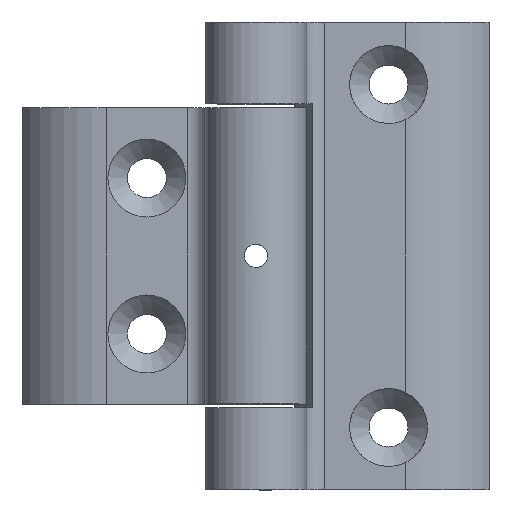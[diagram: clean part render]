
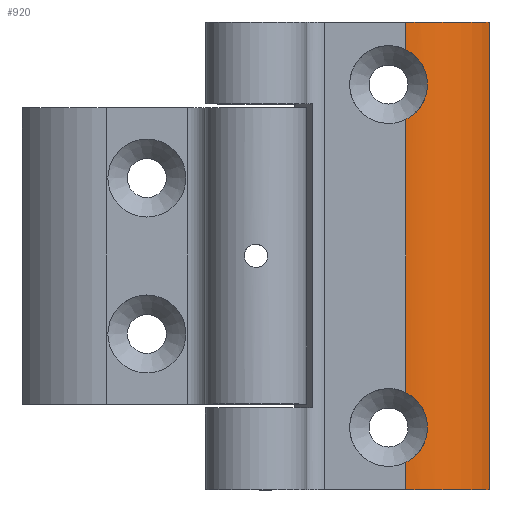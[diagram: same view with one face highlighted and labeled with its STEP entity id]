
A CAD part, top view. The second image highlights one B-rep face of the part: STEP entity #920.
In plain terms, the highlighted cylindrical face has radius 12 mm (diameter 24 mm), a partial arc.
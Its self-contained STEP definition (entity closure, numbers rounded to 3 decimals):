
#66=B_SPLINE_CURVE_WITH_KNOTS('',3,(#1378,#1379,#1380,#1381,#1382,#1383,
#1384,#1385,#1386,#1387,#1388,#1389,#1390,#1391,#1392),.UNSPECIFIED.,.F.,
 .F.,(4,2,2,3,2,2,4),(-0.539,-0.38,-0.19,
0.,0.19,0.38,0.539),.UNSPECIFIED.);
#67=B_SPLINE_CURVE_WITH_KNOTS('',3,(#1400,#1401,#1402,#1403,#1404,#1405,
#1406,#1407,#1408,#1409,#1410,#1411,#1412,#1413,#1414),.UNSPECIFIED.,.F.,
 .F.,(4,2,2,3,2,2,4),(-0.539,-0.38,-0.19,
0.,0.19,0.38,0.539),.UNSPECIFIED.);
#72=B_SPLINE_CURVE_WITH_KNOTS('',3,(#1564,#1565,#1566,#1567),
 .UNSPECIFIED.,.F.,.F.,(4,4),(0.,6.),.UNSPECIFIED.);
#96=CYLINDRICAL_SURFACE('',#1054,12.);
#131=FACE_OUTER_BOUND('',#182,.T.);
#182=EDGE_LOOP('',(#755,#756,#757,#758,#759,#760,#761,#762));
#220=LINE('',#1420,#291);
#221=LINE('',#1422,#292);
#225=LINE('',#1429,#296);
#291=VECTOR('',#1142,10.);
#292=VECTOR('',#1143,10.);
#296=VECTOR('',#1147,10.);
#378=CIRCLE('',#1053,12.);
#379=CIRCLE('',#1055,12.);
#403=VERTEX_POINT('',#1376);
#404=VERTEX_POINT('',#1377);
#406=VERTEX_POINT('',#1398);
#407=VERTEX_POINT('',#1399);
#409=VERTEX_POINT('',#1421);
#412=VERTEX_POINT('',#1427);
#445=VERTEX_POINT('',#1558);
#446=VERTEX_POINT('',#1563);
#497=EDGE_CURVE('',#403,#404,#66,.T.);
#501=EDGE_CURVE('',#406,#407,#67,.T.);
#505=EDGE_CURVE('',#403,#407,#220,.T.);
#506=EDGE_CURVE('',#406,#409,#221,.T.);
#510=EDGE_CURVE('',#412,#404,#225,.T.);
#557=EDGE_CURVE('',#445,#446,#72,.T.);
#561=EDGE_CURVE('',#446,#412,#378,.T.);
#562=EDGE_CURVE('',#409,#445,#379,.T.);
#755=ORIENTED_EDGE('',*,*,#497,.T.);
#756=ORIENTED_EDGE('',*,*,#510,.F.);
#757=ORIENTED_EDGE('',*,*,#561,.F.);
#758=ORIENTED_EDGE('',*,*,#557,.F.);
#759=ORIENTED_EDGE('',*,*,#562,.F.);
#760=ORIENTED_EDGE('',*,*,#506,.F.);
#761=ORIENTED_EDGE('',*,*,#501,.T.);
#762=ORIENTED_EDGE('',*,*,#505,.F.);
#920=ADVANCED_FACE('',(#131),#96,.T.);
#1053=AXIS2_PLACEMENT_3D('',#1576,#1236,#1237);
#1054=AXIS2_PLACEMENT_3D('',#1577,#1238,#1239);
#1055=AXIS2_PLACEMENT_3D('',#1578,#1240,#1241);
#1142=DIRECTION('',(0.,1.,0.));
#1143=DIRECTION('',(0.,1.,0.));
#1147=DIRECTION('',(0.,1.,0.));
#1236=DIRECTION('center_axis',(0.,-1.,0.));
#1237=DIRECTION('ref_axis',(0.,0.,1.));
#1238=DIRECTION('center_axis',(0.,1.,0.));
#1239=DIRECTION('ref_axis',(0.,0.,1.));
#1240=DIRECTION('center_axis',(0.,1.,0.));
#1241=DIRECTION('ref_axis',(0.,0.,1.));
#1376=CARTESIAN_POINT('',(19.185,-17.503,-4.5));
#1377=CARTESIAN_POINT('',(19.185,-26.497,-4.5));
#1378=CARTESIAN_POINT('Ctrl Pts',(19.185,-17.503,-4.5));
#1379=CARTESIAN_POINT('Ctrl Pts',(19.688,-17.747,-4.5));
#1380=CARTESIAN_POINT('Ctrl Pts',(20.146,-18.078,-4.533));
#1381=CARTESIAN_POINT('Ctrl Pts',(20.969,-18.894,-4.625));
#1382=CARTESIAN_POINT('Ctrl Pts',(21.357,-19.457,-4.695));
#1383=CARTESIAN_POINT('Ctrl Pts',(21.872,-20.693,-4.802));
#1384=CARTESIAN_POINT('Ctrl Pts',(22.,-21.367,-4.835));
#1385=CARTESIAN_POINT('Ctrl Pts',(22.,-22.,-4.835));
#1386=CARTESIAN_POINT('Ctrl Pts',(22.,-22.633,-4.835));
#1387=CARTESIAN_POINT('Ctrl Pts',(21.872,-23.307,-4.802));
#1388=CARTESIAN_POINT('Ctrl Pts',(21.357,-24.543,-4.695));
#1389=CARTESIAN_POINT('Ctrl Pts',(20.969,-25.106,-4.625));
#1390=CARTESIAN_POINT('Ctrl Pts',(20.146,-25.922,-4.533));
#1391=CARTESIAN_POINT('Ctrl Pts',(19.688,-26.253,-4.5));
#1392=CARTESIAN_POINT('Ctrl Pts',(19.185,-26.497,-4.5));
#1398=CARTESIAN_POINT('',(19.185,26.497,-4.5));
#1399=CARTESIAN_POINT('',(19.185,17.503,-4.5));
#1400=CARTESIAN_POINT('Ctrl Pts',(19.185,26.497,-4.5));
#1401=CARTESIAN_POINT('Ctrl Pts',(19.688,26.253,-4.5));
#1402=CARTESIAN_POINT('Ctrl Pts',(20.146,25.922,-4.533));
#1403=CARTESIAN_POINT('Ctrl Pts',(20.969,25.106,-4.625));
#1404=CARTESIAN_POINT('Ctrl Pts',(21.357,24.543,-4.695));
#1405=CARTESIAN_POINT('Ctrl Pts',(21.872,23.307,-4.802));
#1406=CARTESIAN_POINT('Ctrl Pts',(22.,22.633,-4.835));
#1407=CARTESIAN_POINT('Ctrl Pts',(22.,22.,-4.835));
#1408=CARTESIAN_POINT('Ctrl Pts',(22.,21.367,-4.835));
#1409=CARTESIAN_POINT('Ctrl Pts',(21.872,20.693,-4.802));
#1410=CARTESIAN_POINT('Ctrl Pts',(21.357,19.457,-4.695));
#1411=CARTESIAN_POINT('Ctrl Pts',(20.969,18.894,-4.625));
#1412=CARTESIAN_POINT('Ctrl Pts',(20.146,18.078,-4.533));
#1413=CARTESIAN_POINT('Ctrl Pts',(19.688,17.747,-4.5));
#1414=CARTESIAN_POINT('Ctrl Pts',(19.185,17.503,-4.5));
#1420=CARTESIAN_POINT('',(19.185,0.,-4.5));
#1421=CARTESIAN_POINT('',(19.185,30.,-4.5));
#1422=CARTESIAN_POINT('',(19.185,0.,-4.5));
#1427=CARTESIAN_POINT('',(19.185,-30.,-4.5));
#1429=CARTESIAN_POINT('',(19.185,0.,-4.5));
#1558=CARTESIAN_POINT('',(29.914,30.,-11.125));
#1563=CARTESIAN_POINT('',(29.914,-30.,-11.125));
#1564=CARTESIAN_POINT('Ctrl Pts',(29.914,30.,-11.125));
#1565=CARTESIAN_POINT('Ctrl Pts',(29.914,10.,-11.125));
#1566=CARTESIAN_POINT('Ctrl Pts',(29.914,-10.,-11.125));
#1567=CARTESIAN_POINT('Ctrl Pts',(29.914,-30.,-11.125));
#1576=CARTESIAN_POINT('Origin',(19.185,-30.,-16.5));
#1577=CARTESIAN_POINT('Origin',(19.185,0.,-16.5));
#1578=CARTESIAN_POINT('Origin',(19.185,30.,-16.5));
